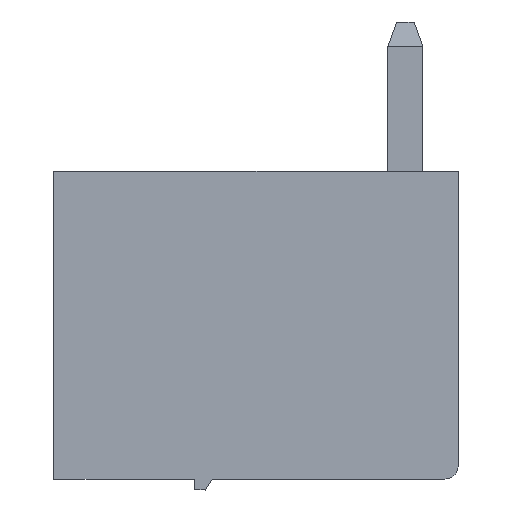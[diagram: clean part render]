
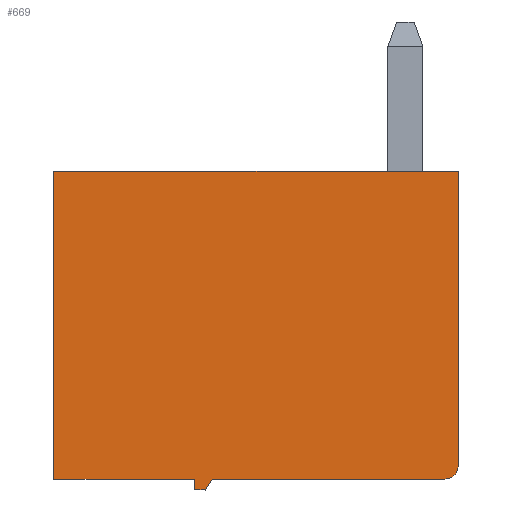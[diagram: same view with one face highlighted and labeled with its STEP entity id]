
A CAD part, front view. The second image highlights one B-rep face of the part: STEP entity #669.
In plain terms, the highlighted planar face has unit normal (0, -1, 0).
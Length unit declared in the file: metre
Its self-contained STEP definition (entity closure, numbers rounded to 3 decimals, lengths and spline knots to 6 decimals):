
#669=ADVANCED_FACE('',(#1967),#1968,.T.);
#1967=FACE_OUTER_BOUND('',#3951,.T.);
#1968=PLANE('',#3952);
#3951=EDGE_LOOP('',(#5944,#5945,#5946,#5947,#5948,#5949,#5950,#5951,#5952));
#3952=AXIS2_PLACEMENT_3D('',#5953,#5954,#5955);
#5944=ORIENTED_EDGE('',*,*,#11833,.F.);
#5945=ORIENTED_EDGE('',*,*,#11834,.F.);
#5946=ORIENTED_EDGE('',*,*,#11835,.F.);
#5947=ORIENTED_EDGE('',*,*,#11836,.F.);
#5948=ORIENTED_EDGE('',*,*,#11837,.F.);
#5949=ORIENTED_EDGE('',*,*,#11838,.F.);
#5950=ORIENTED_EDGE('',*,*,#11839,.F.);
#5951=ORIENTED_EDGE('',*,*,#11840,.F.);
#5952=ORIENTED_EDGE('',*,*,#11841,.F.);
#5953=CARTESIAN_POINT('',(0.0089,-0.046415,-0.0067));
#5954=DIRECTION('',(0.,-1.0,0.));
#5955=DIRECTION('',(0.0,0.,-1.0));
#11833=EDGE_CURVE('',#14155,#14156,#14157,.T.);
#11834=EDGE_CURVE('',#14158,#14155,#14159,.T.);
#11835=EDGE_CURVE('',#14160,#14158,#14161,.T.);
#11836=EDGE_CURVE('',#14162,#14160,#14163,.T.);
#11837=EDGE_CURVE('',#14164,#14162,#14165,.T.);
#11838=EDGE_CURVE('',#14166,#14164,#14167,.T.);
#11839=EDGE_CURVE('',#14168,#14166,#14169,.T.);
#11840=EDGE_CURVE('',#14170,#14168,#14171,.T.);
#11841=EDGE_CURVE('',#14156,#14170,#14172,.T.);
#14155=VERTEX_POINT('',#17571);
#14156=VERTEX_POINT('',#17572);
#14157=LINE('',#17573,#17574);
#14158=VERTEX_POINT('',#17575);
#14159=LINE('',#17576,#17577);
#14160=VERTEX_POINT('',#17578);
#14161=LINE('',#17579,#17580);
#14162=VERTEX_POINT('',#17581);
#14163=LINE('',#17582,#17583);
#14164=VERTEX_POINT('',#17584);
#14165=LINE('',#17585,#17586);
#14166=VERTEX_POINT('',#17587);
#14167=LINE('',#17588,#17589);
#14168=VERTEX_POINT('',#17590);
#14169=LINE('',#17591,#17592);
#14170=VERTEX_POINT('',#17593);
#14171=CIRCLE('',#17594,0.0003);
#14172=LINE('',#17595,#17596);
#17571=CARTESIAN_POINT('',(0.,-0.046415,0.));
#17572=CARTESIAN_POINT('',(0.0092,-0.046415,0.));
#17573=CARTESIAN_POINT('',(0.0065,-0.046415,0.));
#17574=VECTOR('',#22556,1.0);
#17575=CARTESIAN_POINT('',(0.,-0.046415,-0.007));
#17576=CARTESIAN_POINT('',(0.,-0.046415,0.));
#17577=VECTOR('',#22557,1.0);
#17578=CARTESIAN_POINT('',(0.0032,-0.046415,-0.007));
#17579=CARTESIAN_POINT('',(0.,-0.046415,-0.007));
#17580=VECTOR('',#22558,1.0);
#17581=CARTESIAN_POINT('',(0.0032,-0.046415,-0.00725));
#17582=CARTESIAN_POINT('',(0.0032,-0.046415,-0.007));
#17583=VECTOR('',#22559,1.0);
#17584=CARTESIAN_POINT('',(0.00345,-0.046415,-0.00725));
#17585=CARTESIAN_POINT('',(0.0032,-0.046415,-0.00725));
#17586=VECTOR('',#22560,1.0);
#17587=CARTESIAN_POINT('',(0.0036,-0.046415,-0.007));
#17588=CARTESIAN_POINT('',(0.00345,-0.046415,-0.00725));
#17589=VECTOR('',#22561,1.0);
#17590=CARTESIAN_POINT('',(0.0089,-0.046415,-0.007));
#17591=CARTESIAN_POINT('',(0.0036,-0.046415,-0.007));
#17592=VECTOR('',#22562,1.0);
#17593=CARTESIAN_POINT('',(0.0092,-0.046415,-0.0067));
#17594=AXIS2_PLACEMENT_3D('',#22563,#22564,#22565);
#17595=CARTESIAN_POINT('',(0.0092,-0.046415,-0.0067));
#17596=VECTOR('',#22566,1.0);
#22556=DIRECTION('',(1.0,0.,0.));
#22557=DIRECTION('',(0.,0.,1.0));
#22558=DIRECTION('',(-1.0,0.,0.));
#22559=DIRECTION('',(0.,0.,1.0));
#22560=DIRECTION('',(-1.0,0.,0.));
#22561=DIRECTION('',(-0.514,0.,-0.857));
#22562=DIRECTION('',(-1.0,0.,0.));
#22563=CARTESIAN_POINT('',(0.0089,-0.046415,-0.0067));
#22564=DIRECTION('',(0.,1.0,0.));
#22565=DIRECTION('',(-0.707,0.,0.707));
#22566=DIRECTION('',(0.,0.,-1.0));
